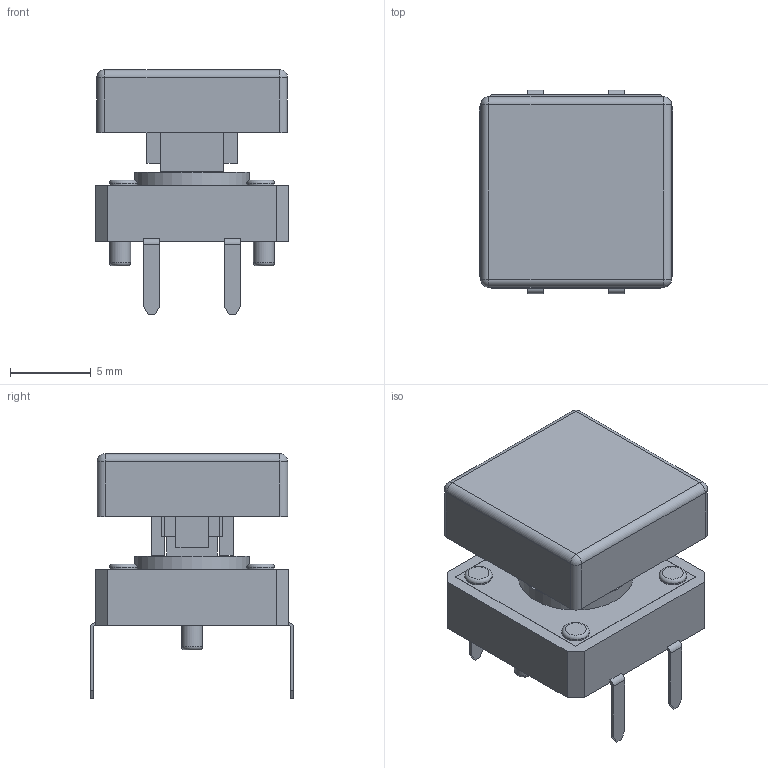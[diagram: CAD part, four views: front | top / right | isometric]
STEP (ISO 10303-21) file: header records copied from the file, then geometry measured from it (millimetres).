
FILE_DESCRIPTION(/* description */ (''),/* implementation_level */ '2;1');
FILE_NAME(/* name */ 'Omron 12x12 button.stp',/* time_stamp */ '2018-01-24T22:12:33+02:00',/* author */ ('Cristian'),/* organization */ (''),/* preprocessor_version */ 'ST-DEVELOPER v16.13',/* originating_system */ 'Autodesk Inventor 2018',/* authorisation */ '');
FILE_SCHEMA (('AUTOMOTIVE_DESIGN { 1 0 10303 214 3 1 1 }'));
Products named in the file (4): Buton-1212_Assembly; Buton-1212_capac-intermediar; Buton-1212_capac; Buton-1212_Baza
Assembly tree (3 placements, depth 2):
  Buton-1212_Assembly
    Buton-1212_capac-intermediar
    Buton-1212_capac
    Buton-1212_Baza
Bounding box: 12 x 12.6 x 15.15 mm (x, y, z)
Volume: 980 mm3; surface area: 1698.6 mm2
Topology: 7 solids, 7 shells, 157 faces, 348 edges, 222 vertices
Faces by surface type: plane 107, cylinder 36, sphere 8, torus 6
Full cylindrical faces by diameter (mm): 1.3 x2, 1.7 x5, 7.1 x1
Entity records: 4432 total; most frequent: DIRECTION 740, CARTESIAN_POINT 720, ORIENTED_EDGE 668, EDGE_CURVE 334, LINE 256, VECTOR 256, AXIS2_PLACEMENT_3D 242, VERTEX_POINT 222
